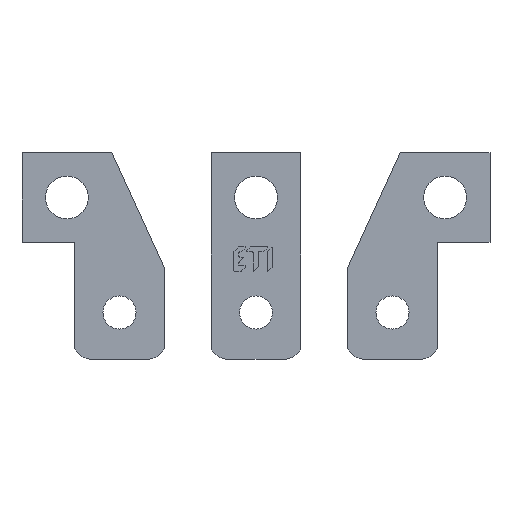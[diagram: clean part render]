
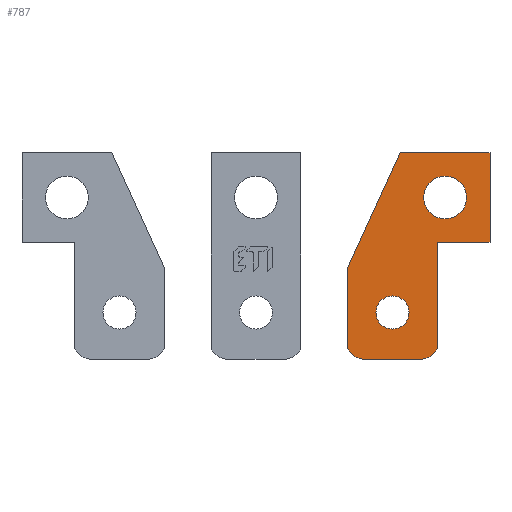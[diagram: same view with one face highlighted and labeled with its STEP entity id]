
A CAD part, top view. The second image highlights one B-rep face of the part: STEP entity #787.
In plain terms, the highlighted planar face has unit normal (0, 0, 1).
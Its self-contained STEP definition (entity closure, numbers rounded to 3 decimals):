
#245=DIRECTION('',(0.,-1.,0.));
#246=VECTOR('',#245,23.);
#247=CARTESIAN_POINT('',(2228.016,1545.269,4.));
#248=LINE('',#247,#246);
#266=DIRECTION('',(-1.,0.,0.));
#267=VECTOR('',#266,13.5);
#268=CARTESIAN_POINT('',(2228.016,1522.269,4.));
#269=LINE('',#268,#267);
#280=DIRECTION('',(0.,-1.,0.));
#281=VECTOR('',#280,27.179);
#282=CARTESIAN_POINT('',(2214.516,1522.269,4.));
#283=LINE('',#282,#281);
#308=DIRECTION('',(-1.,0.,0.));
#309=VECTOR('',#308,14.);
#310=CARTESIAN_POINT('',(2210.016,1492.269,4.));
#311=LINE('',#310,#309);
#336=DIRECTION('',(0.,1.,0.));
#337=VECTOR('',#336,20.679);
#338=CARTESIAN_POINT('',(2191.516,1495.089,4.));
#339=LINE('',#338,#337);
#357=DIRECTION('',(1.,0.,0.));
#358=VECTOR('',#357,23.);
#359=CARTESIAN_POINT('',(2205.016,1545.269,4.));
#360=LINE('',#359,#358);
#364=CARTESIAN_POINT('',(2210.016,1497.269,4.));
#365=DIRECTION('',(0.,0.,1.));
#366=DIRECTION('',(0.,-1.,0.));
#367=AXIS2_PLACEMENT_3D('',#364,#365,#366);
#372=CARTESIAN_POINT('',(2196.016,1497.269,4.));
#373=DIRECTION('',(0.,0.,1.));
#374=DIRECTION('',(-0.9,-0.436,0.));
#375=AXIS2_PLACEMENT_3D('',#372,#373,#374);
#380=DIRECTION('',(-0.416,-0.909,0.));
#381=VECTOR('',#380,32.442);
#382=CARTESIAN_POINT('',(2205.016,1545.269,4.));
#383=LINE('',#382,#381);
#387=CARTESIAN_POINT('',(2203.016,1504.269,4.));
#388=DIRECTION('',(0.,0.,-1.));
#389=DIRECTION('',(1.,0.,0.));
#390=AXIS2_PLACEMENT_3D('',#387,#388,#389);
#395=CARTESIAN_POINT('',(2203.016,1504.269,4.));
#396=DIRECTION('',(0.,0.,-1.));
#397=DIRECTION('',(-1.,0.,0.));
#398=AXIS2_PLACEMENT_3D('',#395,#396,#397);
#403=CARTESIAN_POINT('',(2216.516,1533.769,4.));
#404=DIRECTION('',(0.,0.,-1.));
#405=DIRECTION('',(1.,0.,0.));
#406=AXIS2_PLACEMENT_3D('',#403,#404,#405);
#411=CARTESIAN_POINT('',(2216.516,1533.769,4.));
#412=DIRECTION('',(0.,0.,-1.));
#413=DIRECTION('',(-1.,0.,0.));
#414=AXIS2_PLACEMENT_3D('',#411,#412,#413);
#437=CARTESIAN_POINT('',(2228.016,1522.269,4.));
#438=VERTEX_POINT('',#437);
#439=CARTESIAN_POINT('',(2214.516,1522.269,4.));
#440=VERTEX_POINT('',#439);
#443=CARTESIAN_POINT('',(2214.516,1495.089,4.));
#444=VERTEX_POINT('',#443);
#447=CARTESIAN_POINT('',(2210.016,1492.269,4.));
#448=VERTEX_POINT('',#447);
#451=CARTESIAN_POINT('',(2196.016,1492.269,4.));
#452=VERTEX_POINT('',#451);
#455=CARTESIAN_POINT('',(2191.516,1495.089,4.));
#456=VERTEX_POINT('',#455);
#459=CARTESIAN_POINT('',(2191.516,1515.769,4.));
#460=VERTEX_POINT('',#459);
#463=CARTESIAN_POINT('',(2205.016,1545.269,4.));
#464=VERTEX_POINT('',#463);
#467=CARTESIAN_POINT('',(2228.016,1545.269,4.));
#468=VERTEX_POINT('',#467);
#470=CARTESIAN_POINT('',(2198.766,1504.269,4.));
#472=VERTEX_POINT('',#470);
#473=CARTESIAN_POINT('',(2207.266,1504.269,4.));
#474=VERTEX_POINT('',#473);
#478=CARTESIAN_POINT('',(2211.016,1533.769,4.));
#480=VERTEX_POINT('',#478);
#481=CARTESIAN_POINT('',(2222.016,1533.769,4.));
#482=VERTEX_POINT('',#481);
#761=CARTESIAN_POINT('',(2209.395,1519.839,4.));
#762=DIRECTION('',(0.,0.,1.));
#763=DIRECTION('',(1.,0.,0.));
#764=AXIS2_PLACEMENT_3D('',#761,#762,#763);
#765=PLANE('',#764);
#766=ORIENTED_EDGE('',*,*,#580,.T.);
#767=ORIENTED_EDGE('',*,*,#602,.T.);
#768=ORIENTED_EDGE('',*,*,#623,.T.);
#769=ORIENTED_EDGE('',*,*,#644,.F.);
#770=ORIENTED_EDGE('',*,*,#665,.T.);
#771=ORIENTED_EDGE('',*,*,#686,.F.);
#772=ORIENTED_EDGE('',*,*,#707,.T.);
#773=ORIENTED_EDGE('',*,*,#728,.F.);
#774=ORIENTED_EDGE('',*,*,#748,.T.);
#775=EDGE_LOOP('',(#766,#767,#768,#769,#770,#771,#772,#773,#774));
#776=FACE_OUTER_BOUND('',#775,.F.);
#777=ORIENTED_EDGE('',*,*,#517,.F.);
#778=ORIENTED_EDGE('',*,*,#492,.F.);
#779=EDGE_LOOP('',(#777,#778));
#780=FACE_BOUND('',#779,.F.);
#782=ORIENTED_EDGE('',*,*,#781,.F.);
#784=ORIENTED_EDGE('',*,*,#783,.F.);
#785=EDGE_LOOP('',(#782,#784));
#786=FACE_BOUND('',#785,.F.);
#368=CIRCLE('',#367,5.);
#376=CIRCLE('',#375,5.);
#391=CIRCLE('',#390,4.25);
#399=CIRCLE('',#398,4.25);
#407=CIRCLE('',#406,5.5);
#415=CIRCLE('',#414,5.5);
#492=EDGE_CURVE('',#472,#474,#399,.T.);
#517=EDGE_CURVE('',#474,#472,#391,.T.);
#580=EDGE_CURVE('',#468,#438,#248,.T.);
#602=EDGE_CURVE('',#438,#440,#269,.T.);
#623=EDGE_CURVE('',#440,#444,#283,.T.);
#644=EDGE_CURVE('',#448,#444,#368,.T.);
#665=EDGE_CURVE('',#448,#452,#311,.T.);
#686=EDGE_CURVE('',#456,#452,#376,.T.);
#707=EDGE_CURVE('',#456,#460,#339,.T.);
#728=EDGE_CURVE('',#464,#460,#383,.T.);
#748=EDGE_CURVE('',#464,#468,#360,.T.);
#781=EDGE_CURVE('',#482,#480,#407,.T.);
#783=EDGE_CURVE('',#480,#482,#415,.T.);
#787=ADVANCED_FACE('',(#776,#780,#786),#765,.T.);
